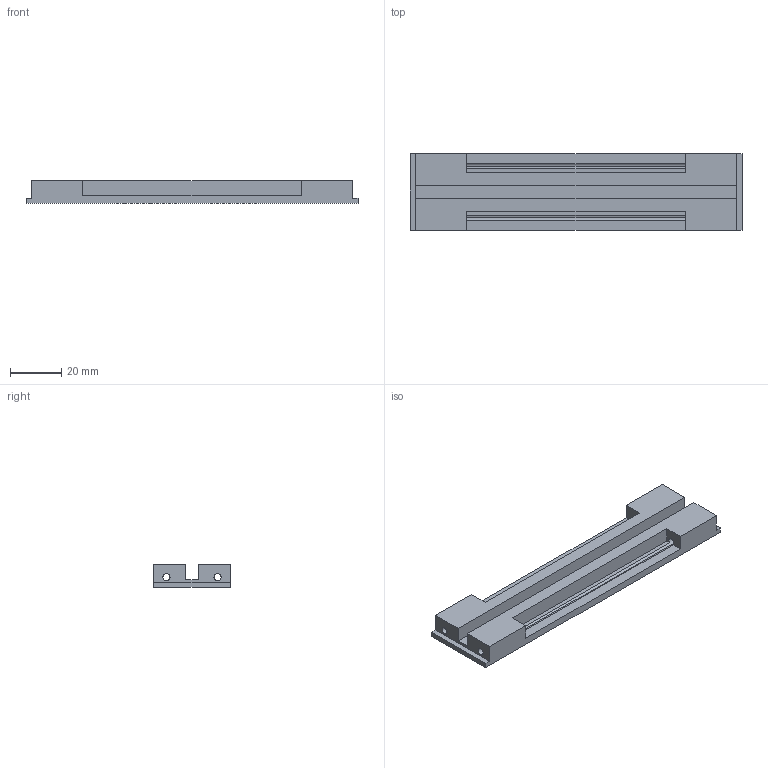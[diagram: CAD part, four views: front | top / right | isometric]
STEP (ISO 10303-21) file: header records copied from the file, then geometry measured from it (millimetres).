
FILE_DESCRIPTION (( 'STEP AP203' ), '1' );
FILE_NAME ('Side Rail.step', '2019-06-15T22:02:59', ( 'Everett' ), ( '' ), 'SwSTEP 2.0', 'SolidWorks 2005204', '' );
FILE_SCHEMA (( 'CONFIG_CONTROL_DESIGN' ));
Length unit declared in the file: millimetre
Products named in the file (1): Side Rail
Bounding box: 130 x 30 x 9 mm (x, y, z)
Volume: 22119 mm3; surface area: 12938.3 mm2
Topology: 1 solids, 1 shells, 28 faces, 90 edges, 60 vertices
Faces by surface type: plane 24, cylinder 4
Entity records: 1083 total; most frequent: ORIENTED_EDGE 180, CARTESIAN_POINT 179, DIRECTION 164, EDGE_CURVE 90, VECTOR 74, LINE 74, VERTEX_POINT 60, AXIS2_PLACEMENT_3D 45
